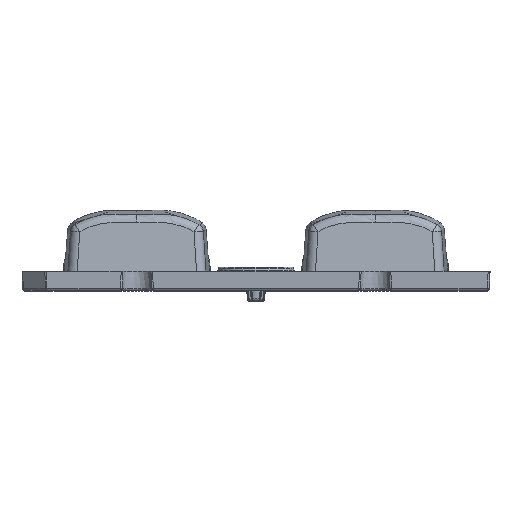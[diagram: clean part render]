
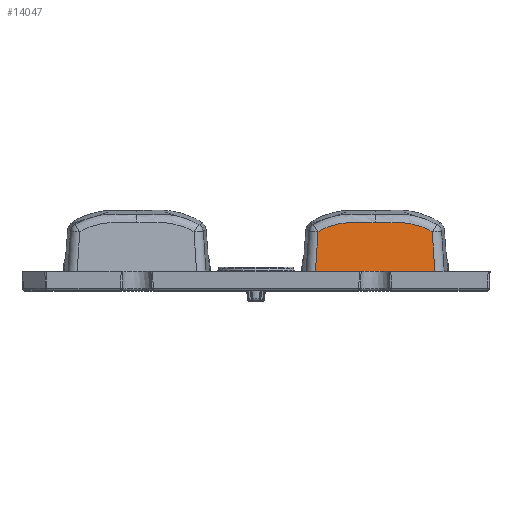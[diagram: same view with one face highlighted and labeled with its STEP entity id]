
A CAD part, top view. The second image highlights one B-rep face of the part: STEP entity #14047.
In plain terms, the highlighted planar face has unit normal (0, 0.087, 0.996).
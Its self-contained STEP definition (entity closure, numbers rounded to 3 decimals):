
#527 = ORIENTED_EDGE ( 'NONE', *, *, #22906, .T. ) ;
#1398 = CARTESIAN_POINT ( 'NONE',  ( 16.354, 7.143, 20.436 ) ) ;
#2795 = CARTESIAN_POINT ( 'NONE',  ( 6.611, 6.248, 20.515 ) ) ;
#3239 = LINE ( 'NONE', #15953, #11982 ) ;
#6442 = CARTESIAN_POINT ( 'NONE',  ( 6.611, 6.248, 20.515 ) ) ;
#6840 = CARTESIAN_POINT ( 'NONE',  ( 8.577, 7.044, 20.445 ) ) ;
#7254 = CARTESIAN_POINT ( 'NONE',  ( 10.11, 7.243, 20.428 ) ) ;
#7626 = CARTESIAN_POINT ( 'NONE',  ( 18.209, 6.547, 20.489 ) ) ;
#9203 = CARTESIAN_POINT ( 'NONE',  ( 18.789, 6.248, 20.515 ) ) ;
#9229 = VERTEX_POINT ( 'NONE', #2795 ) ;
#9654 = AXIS2_PLACEMENT_3D ( 'NONE', #11310, #36879, #39603 ) ;
#9751 = LINE ( 'NONE', #16017, #14978 ) ;
#9782 = CARTESIAN_POINT ( 'NONE',  ( 7.204, 6.553, 20.488 ) ) ;
#10366 = CARTESIAN_POINT ( 'NONE',  ( 13.221, 7.178, 20.433 ) ) ;
#11310 = CARTESIAN_POINT ( 'NONE',  ( 12.7, 0., 21.061 ) ) ;
#11399 = B_SPLINE_CURVE_WITH_KNOTS ( 'NONE', 3,
 ( #25604, #38295, #13121, #19973, #7254, #26203, #6840, #32239, #35345, #9782, #29316, #26413, #22880, #6442 ),
 .UNSPECIFIED., .F., .F.,
 ( 4, 2, 2, 2, 2, 2, 4 ),
 ( 0., 0.002, 0.003, 0.005, 0.005, 0.006, 0.006 ),
 .UNSPECIFIED. ) ;
#11632 = B_SPLINE_CURVE_WITH_KNOTS ( 'NONE', 3,
 ( #32808, #20348, #35520, #39468, #7626, #19741, #29092, #33015, #1398, #13291, #23670, #20139, #32607, #13486, #10366, #39069 ),
 .UNSPECIFIED., .F., .F.,
 ( 4, 2, 2, 2, 2, 2, 2, 4 ),
 ( 0., 0., 0.001, 0.002, 0.003, 0.004, 0.005, 0.006 ),
 .UNSPECIFIED. ) ;
#11982 = VECTOR ( 'NONE', #15336, 1000. ) ;
#13082 = VECTOR ( 'NONE', #39470, 1000. ) ;
#13121 = CARTESIAN_POINT ( 'NONE',  ( 11.665, 7.182, 20.433 ) ) ;
#13291 = CARTESIAN_POINT ( 'NONE',  ( 15.573, 7.218, 20.43 ) ) ;
#13486 = CARTESIAN_POINT ( 'NONE',  ( 13.744, 7.182, 20.433 ) ) ;
#14047 = ADVANCED_FACE ( 'NONE', ( #17547 ), #30241, .T. ) ;
#14109 = LINE ( 'NONE', #26787, #13082 ) ;
#14978 = VECTOR ( 'NONE', #38051, 1000. ) ;
#15336 = DIRECTION ( 'NONE',  ( -0.064, 0.994, -0.087 ) ) ;
#15953 = CARTESIAN_POINT ( 'NONE',  ( 18.798, 6.122, 20.526 ) ) ;
#16017 = CARTESIAN_POINT ( 'NONE',  ( 6.203, -0.06, 21.067 ) ) ;
#16573 = ORIENTED_EDGE ( 'NONE', *, *, #26631, .T. ) ;
#17547 = FACE_OUTER_BOUND ( 'NONE', #34691, .T. ) ;
#17935 = ORIENTED_EDGE ( 'NONE', *, *, #38737, .T. ) ;
#19741 = CARTESIAN_POINT ( 'NONE',  ( 17.85, 6.702, 20.475 ) ) ;
#19973 = CARTESIAN_POINT ( 'NONE',  ( 10.628, 7.221, 20.43 ) ) ;
#20139 = CARTESIAN_POINT ( 'NONE',  ( 14.788, 7.222, 20.43 ) ) ;
#20348 = CARTESIAN_POINT ( 'NONE',  ( 18.678, 6.318, 20.509 ) ) ;
#21741 = CARTESIAN_POINT ( 'NONE',  ( 19.064, 2., 20.886 ) ) ;
#22133 = VERTEX_POINT ( 'NONE', #9203 ) ;
#22880 = CARTESIAN_POINT ( 'NONE',  ( 6.724, 6.32, 20.509 ) ) ;
#22906 = EDGE_CURVE ( 'NONE', #38401, #22133, #3239, .T. ) ;
#22949 = VERTEX_POINT ( 'NONE', #33496 ) ;
#23560 = VERTEX_POINT ( 'NONE', #29275 ) ;
#23670 = CARTESIAN_POINT ( 'NONE',  ( 15.31, 7.226, 20.429 ) ) ;
#24002 = ORIENTED_EDGE ( 'NONE', *, *, #27857, .T. ) ;
#25604 = CARTESIAN_POINT ( 'NONE',  ( 12.699, 7.177, 20.434 ) ) ;
#26203 = CARTESIAN_POINT ( 'NONE',  ( 9.084, 7.149, 20.436 ) ) ;
#26413 = CARTESIAN_POINT ( 'NONE',  ( 6.842, 6.381, 20.503 ) ) ;
#26631 = EDGE_CURVE ( 'NONE', #22949, #9229, #11399, .T. ) ;
#26787 = CARTESIAN_POINT ( 'NONE',  ( 0., 2., 20.886 ) ) ;
#27857 = EDGE_CURVE ( 'NONE', #23560, #38401, #14109, .T. ) ;
#29092 = CARTESIAN_POINT ( 'NONE',  ( 17.604, 6.795, 20.467 ) ) ;
#29275 = CARTESIAN_POINT ( 'NONE',  ( 6.336, 2., 20.886 ) ) ;
#29316 = CARTESIAN_POINT ( 'NONE',  ( 7.082, 6.498, 20.493 ) ) ;
#30241 = PLANE ( 'NONE',  #9654 ) ;
#32239 = CARTESIAN_POINT ( 'NONE',  ( 7.823, 6.805, 20.466 ) ) ;
#32607 = CARTESIAN_POINT ( 'NONE',  ( 14.527, 7.211, 20.43 ) ) ;
#32808 = CARTESIAN_POINT ( 'NONE',  ( 18.789, 6.248, 20.515 ) ) ;
#33015 = CARTESIAN_POINT ( 'NONE',  ( 16.861, 7.035, 20.446 ) ) ;
#33496 = CARTESIAN_POINT ( 'NONE',  ( 12.699, 7.177, 20.434 ) ) ;
#34691 = EDGE_LOOP ( 'NONE', ( #17935, #24002, #527, #38644, #16573 ) ) ;
#35345 = CARTESIAN_POINT ( 'NONE',  ( 7.571, 6.711, 20.474 ) ) ;
#35520 = CARTESIAN_POINT ( 'NONE',  ( 18.562, 6.379, 20.503 ) ) ;
#36879 = DIRECTION ( 'NONE',  ( 0., 0.087, 0.996 ) ) ;
#38051 = DIRECTION ( 'NONE',  ( -0.064, -0.994, 0.087 ) ) ;
#38295 = CARTESIAN_POINT ( 'NONE',  ( 12.182, 7.178, 20.433 ) ) ;
#38401 = VERTEX_POINT ( 'NONE', #21741 ) ;
#38644 = ORIENTED_EDGE ( 'NONE', *, *, #38780, .T. ) ;
#38737 = EDGE_CURVE ( 'NONE', #9229, #23560, #9751, .T. ) ;
#38780 = EDGE_CURVE ( 'NONE', #22133, #22949, #11632, .T. ) ;
#39069 = CARTESIAN_POINT ( 'NONE',  ( 12.699, 7.177, 20.434 ) ) ;
#39468 = CARTESIAN_POINT ( 'NONE',  ( 18.328, 6.493, 20.493 ) ) ;
#39470 = DIRECTION ( 'NONE',  ( 1., 0., 0. ) ) ;
#39603 = DIRECTION ( 'NONE',  ( 0., 0.996, -0.087 ) ) ;
